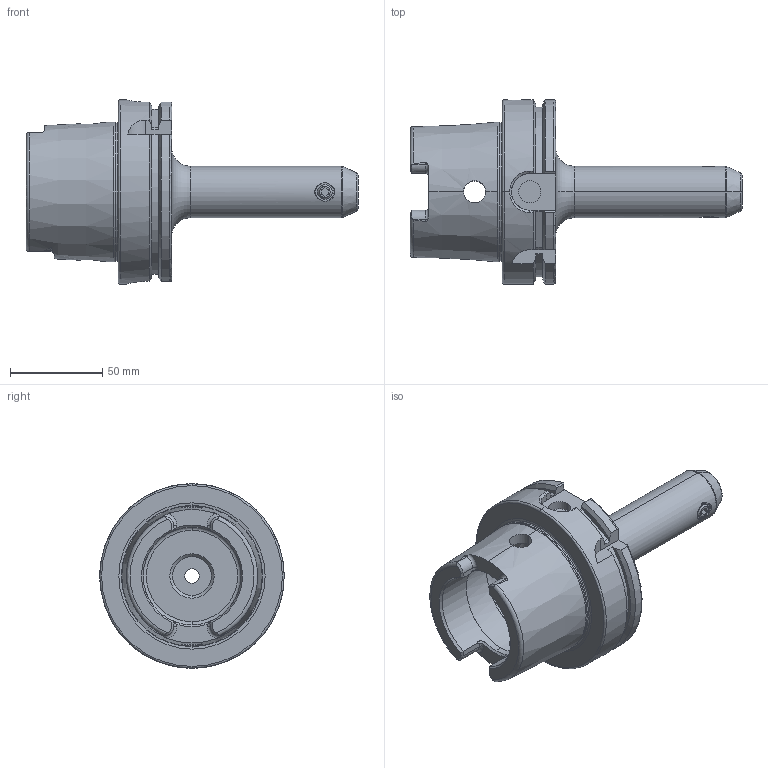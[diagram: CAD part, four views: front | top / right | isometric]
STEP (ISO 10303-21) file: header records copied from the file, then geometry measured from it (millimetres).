
FILE_DESCRIPTION (( 'STEP AP203' ), '1' );
FILE_NAME ('FWA100H-EMH08130.STEP', '2024-09-04T10:36:28', ( '' ), ( '' ), 'SwSTEP 2.0', 'SolidWorks 2024', '' );
FILE_SCHEMA (( 'CONFIG_CONTROL_DESIGN' ));
Length unit declared in the file: millimetre
Products named in the file (4): FWA100H-EMH08130; HSKA100EM08130WW; GS-M8X10-DIN1835-B
Assembly tree (3 placements, depth 3):
  FWA100H-EMH08130
    HSKA100EM08130WW
      HSKA100EM08130WW
      GS-M8X10-DIN1835-B
Bounding box: 180 x 100 x 100 mm (x, y, z)
Volume: 311365.3 mm3; surface area: 61122.4 mm2
Topology: 2 solids, 2 shells, 203 faces, 495 edges, 303 vertices
Faces by surface type: plane 63, cylinder 58, cone 37, torus 33, bspline 10, sphere 2
Entity records: 7788 total; most frequent: CARTESIAN_POINT 2736, ORIENTED_EDGE 986, DIRECTION 962, EDGE_CURVE 493, AXIS2_PLACEMENT_3D 391, VERTEX_POINT 303, EDGE_LOOP 220, ADVANCED_FACE 203
